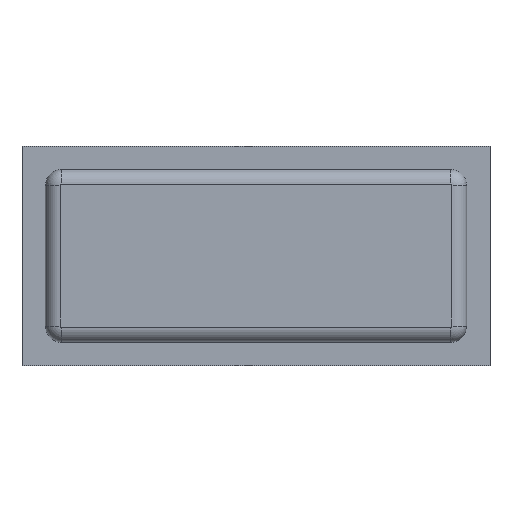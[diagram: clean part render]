
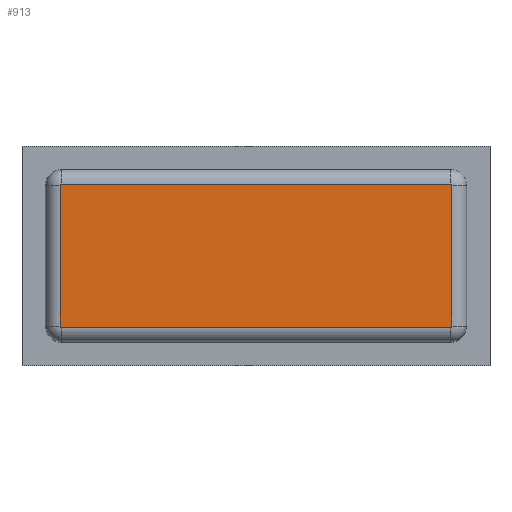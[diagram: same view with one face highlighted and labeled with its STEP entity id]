
A CAD part, top view. The second image highlights one B-rep face of the part: STEP entity #913.
In plain terms, the highlighted planar face has unit normal (0, 0, 1).
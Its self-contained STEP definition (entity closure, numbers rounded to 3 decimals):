
#489 = CARTESIAN_POINT ( 'NONE',  ( 1.33, -0.49, 0.9 ) ) ;
#490 = VERTEX_POINT ( 'NONE', #489 ) ;
#499 = CARTESIAN_POINT ( 'NONE',  ( 1.34, -0.48, 0.9 ) ) ;
#500 = VERTEX_POINT ( 'NONE', #499 ) ;
#508 = CARTESIAN_POINT ( 'NONE',  ( 1.33, -0.48, 0.9 ) ) ;
#509 = DIRECTION ( 'NONE',  ( 0., 0., 1. ) ) ;
#510 = DIRECTION ( 'NONE',  ( 0., 1., 0. ) ) ;
#511 = AXIS2_PLACEMENT_3D ( 'NONE', #508, #509, #510 ) ;
#512 = CIRCLE ( 'NONE', #511, 0.01) ;
#513 = EDGE_CURVE ( 'NONE', #490, #500, #512, .T. ) ;
#523 = CARTESIAN_POINT ( 'NONE',  ( -1.33, 0.49, 0.9 ) ) ;
#524 = VERTEX_POINT ( 'NONE', #523 ) ;
#541 = CARTESIAN_POINT ( 'NONE',  ( -1.34, 0.48, 0.9 ) ) ;
#542 = VERTEX_POINT ( 'NONE', #541 ) ;
#550 = CARTESIAN_POINT ( 'NONE',  ( -1.33, 0.48, 0.9 ) ) ;
#551 = DIRECTION ( 'NONE',  ( 0., 0., 1. ) ) ;
#552 = DIRECTION ( 'NONE',  ( 0., 1., 0. ) ) ;
#553 = AXIS2_PLACEMENT_3D ( 'NONE', #550, #551, #552 ) ;
#554 = CIRCLE ( 'NONE', #553, 0.01) ;
#555 = EDGE_CURVE ( 'NONE', #524, #542, #554, .T. ) ;
#565 = CARTESIAN_POINT ( 'NONE',  ( 1.33, 0.49, 0.9 ) ) ;
#566 = VERTEX_POINT ( 'NONE', #565 ) ;
#574 = CARTESIAN_POINT ( 'NONE',  ( 1.34, 0.48, 0.9 ) ) ;
#575 = VERTEX_POINT ( 'NONE', #574 ) ;
#576 = CARTESIAN_POINT ( 'NONE',  ( 1.33, 0.48, 0.9 ) ) ;
#577 = DIRECTION ( 'NONE',  ( 0., 0., 1. ) ) ;
#578 = DIRECTION ( 'NONE',  ( 0., 1., 0. ) ) ;
#579 = AXIS2_PLACEMENT_3D ( 'NONE', #576, #577, #578 ) ;
#580 = CIRCLE ( 'NONE', #579, 0.01) ;
#581 = EDGE_CURVE ( 'NONE', #575, #566, #580, .T. ) ;
#868 = CARTESIAN_POINT ( 'NONE',  ( -1.33, -0.49, 0.9 ) ) ;
#869 = VERTEX_POINT ( 'NONE', #868 ) ;
#870 = CARTESIAN_POINT ( 'NONE',  ( 0., -0.49, 0.9 ) ) ;
#871 = DIRECTION ( 'NONE',  ( 1., 0., 0. ) ) ;
#872 = VECTOR ( 'NONE', #871, 1000. ) ;
#873 = LINE ( 'NONE', #870, #872 ) ;
#874 = EDGE_CURVE ( 'NONE', #869, #490, #873, .T. ) ;
#875 = ORIENTED_EDGE ( 'NONE', *, *, #874, .T. ) ;
#876 = ORIENTED_EDGE ( 'NONE', *, *, #513, .T. ) ;
#877 = CARTESIAN_POINT ( 'NONE',  ( 1.34, 0., 0.9 ) ) ;
#878 = DIRECTION ( 'NONE',  ( 0., 1., 0. ) ) ;
#879 = VECTOR ( 'NONE', #878, 1000. ) ;
#880 = LINE ( 'NONE', #877, #879 ) ;
#881 = EDGE_CURVE ( 'NONE', #500, #575, #880, .T. ) ;
#882 = ORIENTED_EDGE ( 'NONE', *, *, #881, .T. ) ;
#883 = ORIENTED_EDGE ( 'NONE', *, *, #581, .T. ) ;
#884 = CARTESIAN_POINT ( 'NONE',  ( 0., 0.49, 0.9 ) ) ;
#885 = DIRECTION ( 'NONE',  ( -1., 0., 0. ) ) ;
#886 = VECTOR ( 'NONE', #885, 1000. ) ;
#887 = LINE ( 'NONE', #884, #886 ) ;
#888 = EDGE_CURVE ( 'NONE', #566, #524, #887, .T. ) ;
#889 = ORIENTED_EDGE ( 'NONE', *, *, #888, .T. ) ;
#890 = ORIENTED_EDGE ( 'NONE', *, *, #555, .T. ) ;
#891 = CARTESIAN_POINT ( 'NONE',  ( -1.34, -0.48, 0.9 ) ) ;
#892 = VERTEX_POINT ( 'NONE', #891 ) ;
#893 = CARTESIAN_POINT ( 'NONE',  ( -1.34, 0., 0.9 ) ) ;
#894 = DIRECTION ( 'NONE',  ( 0., -1., 0. ) ) ;
#895 = VECTOR ( 'NONE', #894, 1000. ) ;
#896 = LINE ( 'NONE', #893, #895 ) ;
#897 = EDGE_CURVE ( 'NONE', #542, #892, #896, .T. ) ;
#898 = ORIENTED_EDGE ( 'NONE', *, *, #897, .T. ) ;
#899 = CARTESIAN_POINT ( 'NONE',  ( -1.33, -0.48, 0.9 ) ) ;
#900 = DIRECTION ( 'NONE',  ( 0., 0., 1. ) ) ;
#901 = DIRECTION ( 'NONE',  ( 0., 1., 0. ) ) ;
#902 = AXIS2_PLACEMENT_3D ( 'NONE', #899, #900, #901 ) ;
#903 = CIRCLE ( 'NONE', #902, 0.01) ;
#904 = EDGE_CURVE ( 'NONE', #892, #869, #903, .T. ) ;
#905 = ORIENTED_EDGE ( 'NONE', *, *, #904, .T. ) ;
#906 = EDGE_LOOP ( 'NONE', ( #875, #876, #882, #883, #889, #890, #898, #905 ) ) ;
#907 = FACE_OUTER_BOUND ( 'NONE', #906, .T. ) ;
#908 = CARTESIAN_POINT ( 'NONE',  ( 0., 0., 0.9 ) ) ;
#909 = DIRECTION ( 'NONE',  ( 0., 0., -1. ) ) ;
#910 = DIRECTION ( 'NONE',  ( 0., 1., 0. ) ) ;
#911 = AXIS2_PLACEMENT_3D ( 'NONE', #908, #909, #910 ) ;
#912 = PLANE ( 'NONE', #911 ) ;
#913 = ADVANCED_FACE ( 'NONE', ( #907 ), #912, .F. ) ;
